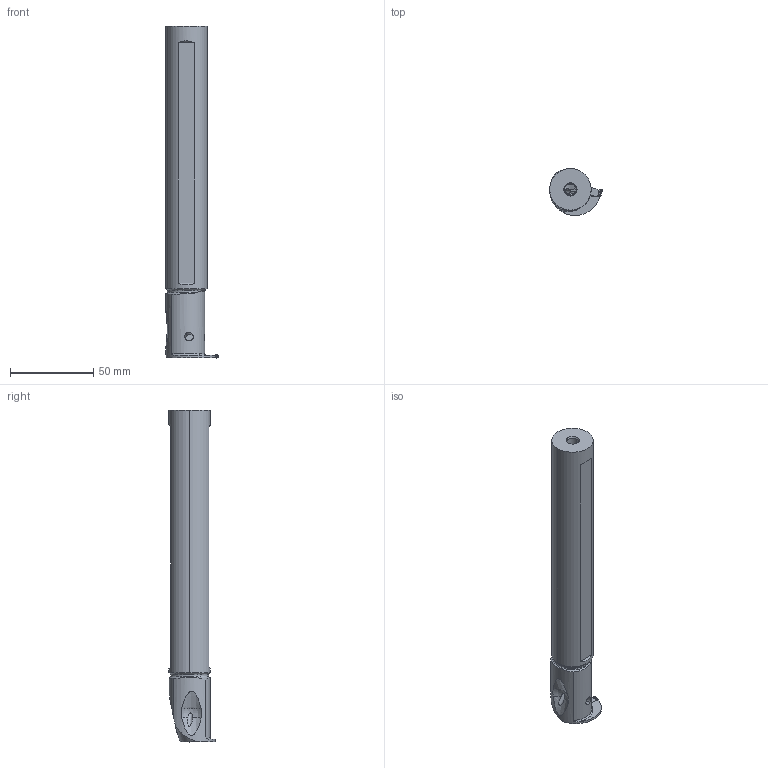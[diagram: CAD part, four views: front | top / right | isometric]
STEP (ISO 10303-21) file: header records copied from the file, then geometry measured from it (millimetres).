
FILE_DESCRIPTION(/* description */ (''),/* implementation_level */ '2;1');
FILE_NAME(/* name */ 'GYAL25R90B-D06_CW2_00_MR1_0.stp',/* time_stamp */ '2023-02-27T12:28:29+09:00',/* author */ (''),/* organization */ (''),/* preprocessor_version */ 'ST-DEVELOPER v16',/* originating_system */ 'SIEMENS PLM Software NX 10.0',/* authorisation */ '');
FILE_SCHEMA (('AUTOMOTIVE_DESIGN { 1 0 10303 214 3 1 1 1 }'));
Length unit declared in the file: millimetre
Products named in the file (1): GYAL25R90B-D06_CW2_00_MR1_0_ASM
Bounding box: 31.7 x 27.82 x 200 mm (x, y, z)
Volume: 86044.7 mm3; surface area: 21420 mm2
Topology: 2 solids, 2 shells, 170 faces, 510 edges, 367 vertices
Faces by surface type: cylinder 57, bspline 45, plane 42, cone 14, torus 8, extrusion 2, sphere 2
Entity records: 10557 total; most frequent: CARTESIAN_POINT 6347, ORIENTED_EDGE 968, DIRECTION 681, EDGE_CURVE 484, VERTEX_POINT 322, AXIS2_PLACEMENT_3D 267, B_SPLINE_CURVE_WITH_KNOTS 213, EDGE_LOOP 180
